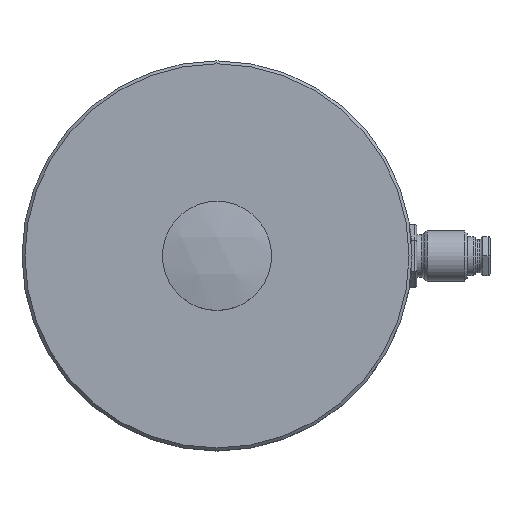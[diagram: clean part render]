
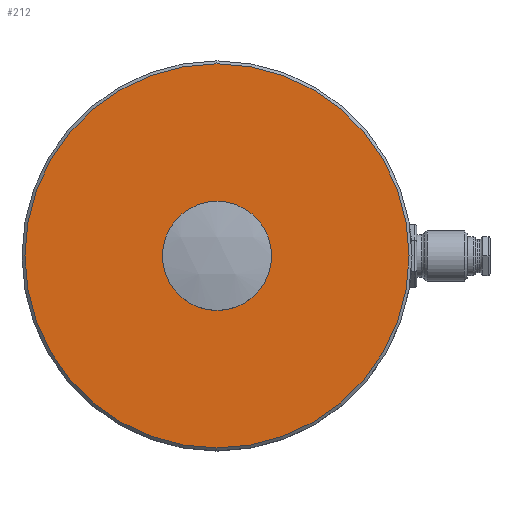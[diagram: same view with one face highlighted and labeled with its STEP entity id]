
A CAD part, top view. The second image highlights one B-rep face of the part: STEP entity #212.
In plain terms, the highlighted face is planar.
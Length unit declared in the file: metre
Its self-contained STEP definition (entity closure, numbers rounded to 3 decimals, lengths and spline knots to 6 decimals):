
#212=ADVANCED_FACE('0:72',(#455,#456),#457,.T.);
#455=FACE_OUTER_BOUND('',#745,.T.);
#456=FACE_BOUND('',#746,.T.);
#457=PLANE('',#747);
#745=EDGE_LOOP('',(#1138,#1139));
#746=EDGE_LOOP('',(#1140,#1141));
#747=AXIS2_PLACEMENT_3D('',#1142,#1143,#1144);
#1138=ORIENTED_EDGE('',*,*,#1727,.F.);
#1139=ORIENTED_EDGE('',*,*,#1687,.F.);
#1140=ORIENTED_EDGE('',*,*,#1682,.T.);
#1141=ORIENTED_EDGE('',*,*,#1730,.T.);
#1142=CARTESIAN_POINT('',(0.014,0.035,0.0));
#1143=DIRECTION('',(0.0,1.0,0.0));
#1144=DIRECTION('',(1.0,0.0,-0.0));
#1682=EDGE_CURVE('0:117',#1966,#1963,#1967,.T.);
#1687=EDGE_CURVE('',#1972,#1975,#1976,.T.);
#1727=EDGE_CURVE('0:114',#1975,#1972,#2031,.T.);
#1730=EDGE_CURVE('',#1963,#1966,#2034,.T.);
#1963=VERTEX_POINT('',#2370);
#1966=VERTEX_POINT('',#2374);
#1967=CIRCLE('',#2375,0.014);
#1972=VERTEX_POINT('',#2381);
#1975=VERTEX_POINT('NONE',#2385);
#1976=CIRCLE('',#2386,0.04925);
#2031=CIRCLE('',#2483,0.04925);
#2034=CIRCLE('',#2486,0.014);
#2370=CARTESIAN_POINT('',(0.,0.035,-0.014));
#2374=CARTESIAN_POINT('',(0.,0.035,0.014));
#2375=AXIS2_PLACEMENT_3D('',#2864,#2865,#2866);
#2381=CARTESIAN_POINT('',(0.,0.035,-0.04925));
#2385=CARTESIAN_POINT('',(0.,0.035,0.04925));
#2386=AXIS2_PLACEMENT_3D('',#2872,#2873,#2874);
#2483=AXIS2_PLACEMENT_3D('',#2938,#2939,#2940);
#2486=AXIS2_PLACEMENT_3D('',#2944,#2945,#2946);
#2864=CARTESIAN_POINT('',(0.0,0.035,0.0));
#2865=DIRECTION('',(0.0,-1.0,0.0));
#2866=DIRECTION('',(0.0,0.0,-1.0));
#2872=CARTESIAN_POINT('',(0.0,0.035,0.0));
#2873=DIRECTION('',(0.0,-1.0,0.0));
#2874=DIRECTION('',(0.0,0.0,-1.0));
#2938=CARTESIAN_POINT('',(0.0,0.035,0.0));
#2939=DIRECTION('',(0.0,-1.0,0.0));
#2940=DIRECTION('',(0.0,0.0,-1.0));
#2944=CARTESIAN_POINT('',(0.0,0.035,0.0));
#2945=DIRECTION('',(0.0,-1.0,0.0));
#2946=DIRECTION('',(0.0,0.0,-1.0));
